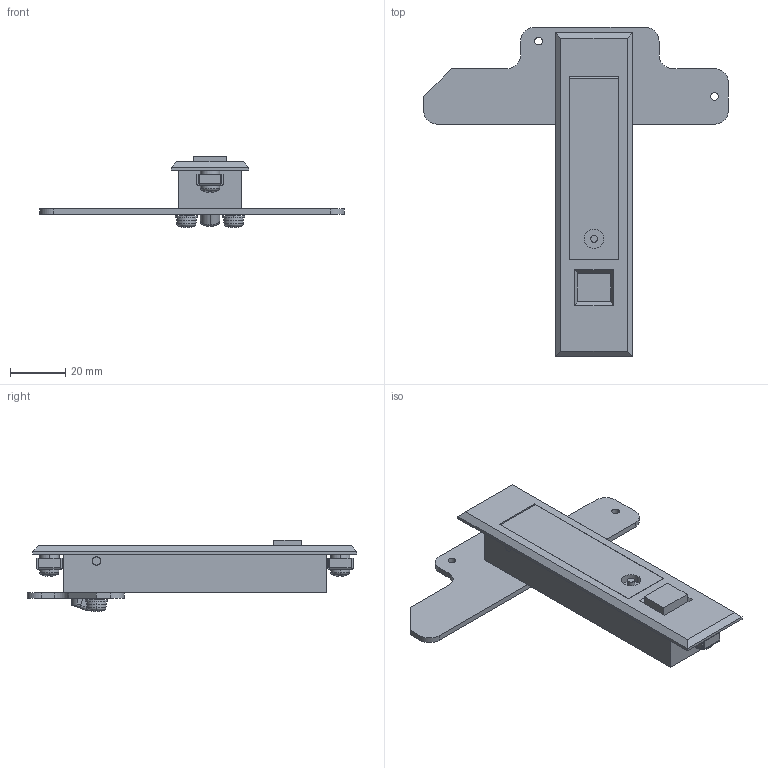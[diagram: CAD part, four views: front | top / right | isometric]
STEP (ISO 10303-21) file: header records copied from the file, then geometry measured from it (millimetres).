
FILE_DESCRIPTION (( 'STEP AP203' ), '1' );
FILE_NAME ('A-1260-2.STEP', '2020-10-01T05:25:32', ( '' ), ( '' ), 'SwSTEP 2.0', 'SolidWorks 2018', '' );
FILE_SCHEMA (( 'CONFIG_CONTROL_DESIGN' ));
Length unit declared in the file: millimetre
Products named in the file (9): A-1260-2_シャフト_; A-1260-2_十字穴付小ねじ_内径基準ver1.03_M4x5十字穴付なべ小ねじ(SUS); A-1260-2_ケース_; A-1260-2; A-1260-2_ハンドル_; A-1260-2_押ボタン_; A-1260-2_止め金_; A-1260-2_オワンワッシャー_; A-1260-2_十字穴付小ねじ_内径基準ver1.03_M4x8十字穴付なべ小ねじ(SUS)ダブルセムス小形(P4)
Assembly tree (11 placements, depth 2):
  A-1260-2
    A-1260-2_ケース_
    A-1260-2_ハンドル_
    A-1260-2_シャフト_
    A-1260-2_押ボタン_
    A-1260-2_止め金_
    A-1260-2_十字穴付小ねじ_内径基準ver1.03_M4x5十字穴付なべ小ねじ(SUS)  x2
    A-1260-2_十字穴付小ねじ_内径基準ver1.03_M4x8十字穴付なべ小ねじ(SUS)ダブルセムス小形(P4)  x2
    A-1260-2_オワンワッシャー_  x2
Bounding box: 110 x 119 x 25.85 mm (x, y, z)
Volume: 35643.6 mm3; surface area: 26510.8 mm2
Topology: 11 solids, 11 shells, 385 faces, 1003 edges, 652 vertices
Faces by surface type: plane 229, cylinder 119, cone 16, torus 10, sphere 8, bspline 3
Entity records: 10011 total; most frequent: CARTESIAN_POINT 2031, DIRECTION 1466, ORIENTED_EDGE 1448, EDGE_CURVE 724, AXIS2_PLACEMENT_3D 507, VERTEX_POINT 470, LINE 452, VECTOR 452
